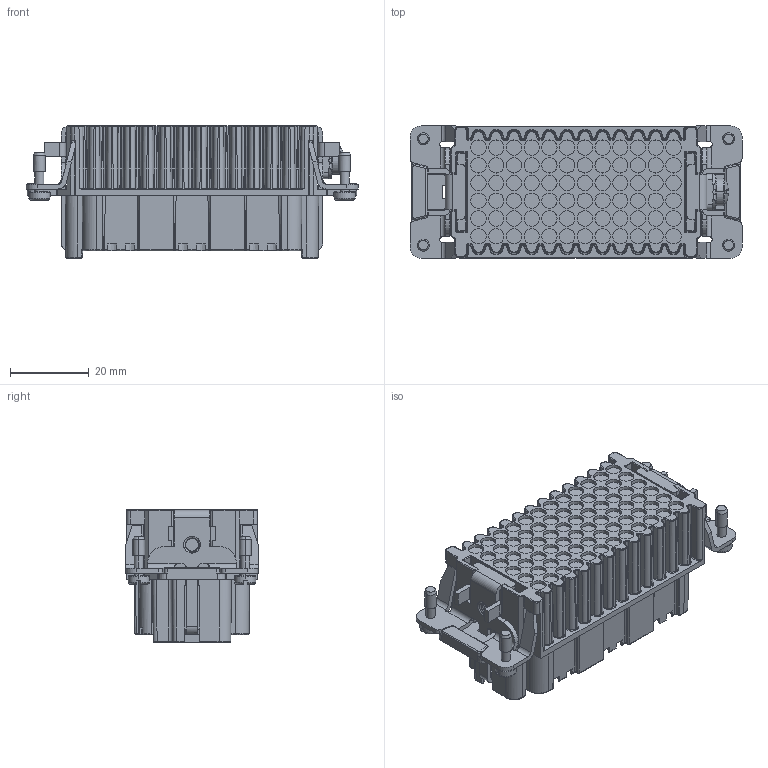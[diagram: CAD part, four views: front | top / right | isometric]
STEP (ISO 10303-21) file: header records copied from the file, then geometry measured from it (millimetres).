
FILE_DESCRIPTION (( 'STEP AP203' ), '1' );
FILE_NAME ('ZP-MC16B-1-FC072-2.STEP', '2023-07-06T18:11:13', ( '' ), ( '' ), 'SwSTEP 2.0', 'SolidWorks 2021', '' );
FILE_SCHEMA (( 'CONFIG_CONTROL_DESIGN' ));
Length unit declared in the file: inch
Products named in the file (1): ZP-MC16B-1-FC072-2
Bounding box: 84.3 x 33.6 x 33.7 mm (x, y, z)
Volume: 52105.9 mm3; surface area: 24166.9 mm2
Topology: 1 solids, 73 shells, 2630 faces, 6059 edges, 3688 vertices
Faces by surface type: plane 884, cylinder 805, cone 610, bspline 265, sphere 38, torus 28
Entity records: 102730 total; most frequent: CARTESIAN_POINT 47430, ORIENTED_EDGE 12078, DIRECTION 10060, EDGE_CURVE 6039, VERTEX_POINT 3688, AXIS2_PLACEMENT_3D 3589, LINE 2882, VECTOR 2882
